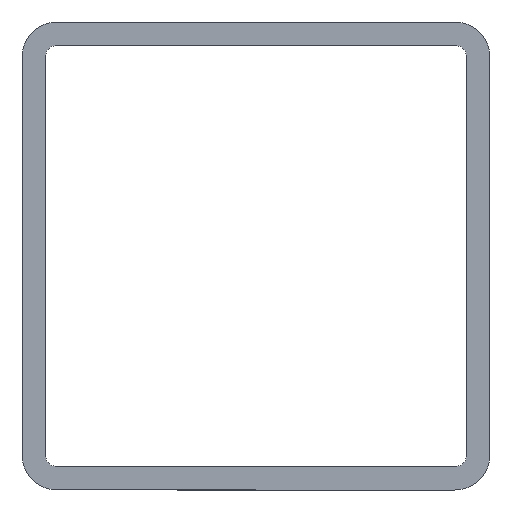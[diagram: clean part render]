
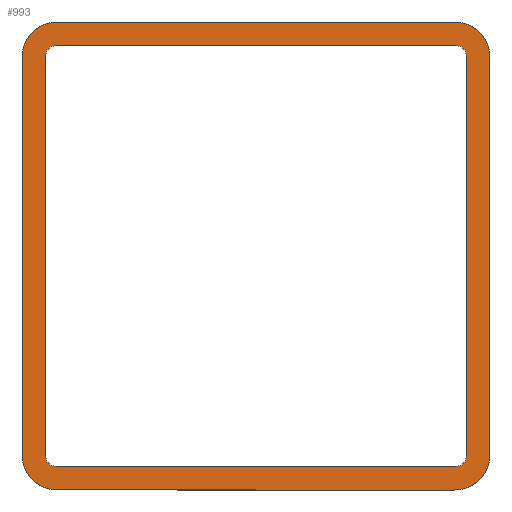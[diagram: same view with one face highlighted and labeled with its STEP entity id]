
A CAD part, front view. The second image highlights one B-rep face of the part: STEP entity #993.
In plain terms, the highlighted planar face has unit normal (0, -1, 0).
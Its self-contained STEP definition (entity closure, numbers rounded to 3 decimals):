
#1 = VERTEX_POINT ( 'NONE', #1059 ) ;
#9 = CARTESIAN_POINT ( 'NONE',  ( -18., 0., 17. ) ) ;
#15 = LINE ( 'NONE', #479, #1138 ) ;
#19 = DIRECTION ( 'NONE',  ( 1., 0., 0. ) ) ;
#20 = AXIS2_PLACEMENT_3D ( 'NONE', #532, #110, #641 ) ;
#27 = LINE ( 'NONE', #97, #42 ) ;
#30 = AXIS2_PLACEMENT_3D ( 'NONE', #819, #1325, #907 ) ;
#36 = ORIENTED_EDGE ( 'NONE', *, *, #1226, .T. ) ;
#41 = CARTESIAN_POINT ( 'NONE',  ( -17., 0., 17. ) ) ;
#42 = VECTOR ( 'NONE', #510, 1000. ) ;
#53 = AXIS2_PLACEMENT_3D ( 'NONE', #539, #867, #210 ) ;
#57 = CIRCLE ( 'NONE', #20, 1. ) ;
#63 = ORIENTED_EDGE ( 'NONE', *, *, #424, .T. ) ;
#68 = DIRECTION ( 'NONE',  ( 0., 1., 0. ) ) ;
#69 = CARTESIAN_POINT ( 'NONE',  ( 17., 0., -20. ) ) ;
#85 = EDGE_CURVE ( 'NONE', #785, #489, #723, .T. ) ;
#90 = FACE_OUTER_BOUND ( 'NONE', #1208, .T. ) ;
#97 = CARTESIAN_POINT ( 'NONE',  ( 17., 0., -18. ) ) ;
#101 = ORIENTED_EDGE ( 'NONE', *, *, #318, .T. ) ;
#108 = EDGE_CURVE ( 'NONE', #840, #603, #1187, .T. ) ;
#110 = DIRECTION ( 'NONE',  ( 0., 1., 0. ) ) ;
#120 = AXIS2_PLACEMENT_3D ( 'NONE', #476, #803, #1222 ) ;
#138 = CIRCLE ( 'NONE', #53, 1. ) ;
#141 = EDGE_CURVE ( 'NONE', #1272, #642, #844, .T. ) ;
#142 = VERTEX_POINT ( 'NONE', #1129 ) ;
#150 = EDGE_CURVE ( 'NONE', #299, #1, #522, .T. ) ;
#158 = VECTOR ( 'NONE', #597, 1000. ) ;
#182 = EDGE_CURVE ( 'NONE', #603, #1272, #15, .T. ) ;
#191 = AXIS2_PLACEMENT_3D ( 'NONE', #1332, #594, #286 ) ;
#210 = DIRECTION ( 'NONE',  ( 0., 0., 1. ) ) ;
#211 = LINE ( 'NONE', #328, #1277 ) ;
#226 = VERTEX_POINT ( 'NONE', #1143 ) ;
#227 = VECTOR ( 'NONE', #19, 1000. ) ;
#259 = CARTESIAN_POINT ( 'NONE',  ( -17., 0., -20. ) ) ;
#286 = DIRECTION ( 'NONE',  ( 0., 0., 1. ) ) ;
#296 = AXIS2_PLACEMENT_3D ( 'NONE', #443, #679, #882 ) ;
#299 = VERTEX_POINT ( 'NONE', #324 ) ;
#310 = ORIENTED_EDGE ( 'NONE', *, *, #728, .T. ) ;
#311 = ORIENTED_EDGE ( 'NONE', *, *, #628, .F. ) ;
#315 = CARTESIAN_POINT ( 'NONE',  ( -20., 0., 17. ) ) ;
#318 = EDGE_CURVE ( 'NONE', #1331, #785, #138, .T. ) ;
#324 = CARTESIAN_POINT ( 'NONE',  ( 20., 0., -17. ) ) ;
#328 = CARTESIAN_POINT ( 'NONE',  ( -17., 0., 20. ) ) ;
#349 = CARTESIAN_POINT ( 'NONE',  ( 20., 0., -17. ) ) ;
#358 = ORIENTED_EDGE ( 'NONE', *, *, #182, .F. ) ;
#360 = CARTESIAN_POINT ( 'NONE',  ( -17., 0., 18. ) ) ;
#380 = DIRECTION ( 'NONE',  ( 0., 1., 0. ) ) ;
#383 = CARTESIAN_POINT ( 'NONE',  ( 18., 0., -17. ) ) ;
#424 = EDGE_CURVE ( 'NONE', #1344, #142, #707, .T. ) ;
#435 = EDGE_CURVE ( 'NONE', #984, #616, #1341, .T. ) ;
#443 = CARTESIAN_POINT ( 'NONE',  ( 17., 0., -17. ) ) ;
#447 = VECTOR ( 'NONE', #1034, 1000. ) ;
#453 = DIRECTION ( 'NONE',  ( 0., 0., -1. ) ) ;
#459 = DIRECTION ( 'NONE',  ( 0., 1., 0. ) ) ;
#476 = CARTESIAN_POINT ( 'NONE',  ( -17., 0., -17. ) ) ;
#479 = CARTESIAN_POINT ( 'NONE',  ( -20., 0., 17. ) ) ;
#488 = EDGE_CURVE ( 'NONE', #616, #299, #622, .T. ) ;
#489 = VERTEX_POINT ( 'NONE', #383 ) ;
#502 = ORIENTED_EDGE ( 'NONE', *, *, #488, .F. ) ;
#510 = DIRECTION ( 'NONE',  ( -1., 0., 0. ) ) ;
#522 = CIRCLE ( 'NONE', #191, 3. ) ;
#532 = CARTESIAN_POINT ( 'NONE',  ( -17., 0., 17. ) ) ;
#536 = LINE ( 'NONE', #647, #962 ) ;
#539 = CARTESIAN_POINT ( 'NONE',  ( 17., 0., 17. ) ) ;
#557 = ORIENTED_EDGE ( 'NONE', *, *, #150, .F. ) ;
#562 = CARTESIAN_POINT ( 'NONE',  ( 18., 0., 17. ) ) ;
#571 = AXIS2_PLACEMENT_3D ( 'NONE', #1116, #68, #1317 ) ;
#578 = PLANE ( 'NONE',  #1130 ) ;
#594 = DIRECTION ( 'NONE',  ( 0., 1., 0. ) ) ;
#597 = DIRECTION ( 'NONE',  ( 0., 0., -1. ) ) ;
#603 = VERTEX_POINT ( 'NONE', #1247 ) ;
#613 = EDGE_CURVE ( 'NONE', #226, #1344, #27, .T. ) ;
#616 = VERTEX_POINT ( 'NONE', #730 ) ;
#622 = LINE ( 'NONE', #349, #1007 ) ;
#628 = EDGE_CURVE ( 'NONE', #642, #984, #211, .T. ) ;
#641 = DIRECTION ( 'NONE',  ( 0., 0., 1. ) ) ;
#642 = VERTEX_POINT ( 'NONE', #1078 ) ;
#647 = CARTESIAN_POINT ( 'NONE',  ( -18., 0., 17. ) ) ;
#676 = ORIENTED_EDGE ( 'NONE', *, *, #713, .T. ) ;
#679 = DIRECTION ( 'NONE',  ( 0., 1., 0. ) ) ;
#681 = CARTESIAN_POINT ( 'NONE',  ( 17., 0., 20. ) ) ;
#690 = FACE_BOUND ( 'NONE', #1077, .T. ) ;
#693 = CARTESIAN_POINT ( 'NONE',  ( 18., 0., -17. ) ) ;
#696 = VERTEX_POINT ( 'NONE', #9 ) ;
#707 = CIRCLE ( 'NONE', #120, 1. ) ;
#713 = EDGE_CURVE ( 'NONE', #142, #696, #536, .T. ) ;
#723 = LINE ( 'NONE', #693, #158 ) ;
#728 = EDGE_CURVE ( 'NONE', #489, #226, #829, .T. ) ;
#730 = CARTESIAN_POINT ( 'NONE',  ( 20., 0., 17. ) ) ;
#785 = VERTEX_POINT ( 'NONE', #562 ) ;
#803 = DIRECTION ( 'NONE',  ( 0., 1., 0. ) ) ;
#815 = DIRECTION ( 'NONE',  ( 0., 0., 1. ) ) ;
#819 = CARTESIAN_POINT ( 'NONE',  ( -17., 0., -17. ) ) ;
#822 = CARTESIAN_POINT ( 'NONE',  ( 17., 0., 17. ) ) ;
#829 = CIRCLE ( 'NONE', #296, 1. ) ;
#840 = VERTEX_POINT ( 'NONE', #259 ) ;
#844 = CIRCLE ( 'NONE', #571, 3. ) ;
#846 = VERTEX_POINT ( 'NONE', #360 ) ;
#867 = DIRECTION ( 'NONE',  ( 0., 1., 0. ) ) ;
#870 = DIRECTION ( 'NONE',  ( 1., 0., 0. ) ) ;
#882 = DIRECTION ( 'NONE',  ( 0., 0., 1. ) ) ;
#907 = DIRECTION ( 'NONE',  ( 0., 0., 1. ) ) ;
#955 = AXIS2_PLACEMENT_3D ( 'NONE', #822, #380, #1323 ) ;
#961 = CARTESIAN_POINT ( 'NONE',  ( -17., 0., 18. ) ) ;
#962 = VECTOR ( 'NONE', #1168, 1000. ) ;
#984 = VERTEX_POINT ( 'NONE', #681 ) ;
#993 = ADVANCED_FACE ( 'NONE', ( #690, #90 ), #578, .F. ) ;
#1007 = VECTOR ( 'NONE', #453, 1000. ) ;
#1011 = ORIENTED_EDGE ( 'NONE', *, *, #1266, .T. ) ;
#1034 = DIRECTION ( 'NONE',  ( -1., 0., 0. ) ) ;
#1048 = ORIENTED_EDGE ( 'NONE', *, *, #141, .F. ) ;
#1059 = CARTESIAN_POINT ( 'NONE',  ( 17., 0., -20. ) ) ;
#1071 = ORIENTED_EDGE ( 'NONE', *, *, #1191, .F. ) ;
#1077 = EDGE_LOOP ( 'NONE', ( #101, #1330, #310, #1262, #63, #676, #1011, #36 ) ) ;
#1078 = CARTESIAN_POINT ( 'NONE',  ( -17., 0., 20. ) ) ;
#1116 = CARTESIAN_POINT ( 'NONE',  ( -17., 0., 17. ) ) ;
#1121 = LINE ( 'NONE', #961, #227 ) ;
#1129 = CARTESIAN_POINT ( 'NONE',  ( -18., 0., -17. ) ) ;
#1130 = AXIS2_PLACEMENT_3D ( 'NONE', #41, #459, #1312 ) ;
#1131 = CARTESIAN_POINT ( 'NONE',  ( -17., 0., -18. ) ) ;
#1138 = VECTOR ( 'NONE', #815, 1000. ) ;
#1139 = ORIENTED_EDGE ( 'NONE', *, *, #435, .F. ) ;
#1143 = CARTESIAN_POINT ( 'NONE',  ( 17., 0., -18. ) ) ;
#1168 = DIRECTION ( 'NONE',  ( 0., 0., 1. ) ) ;
#1187 = CIRCLE ( 'NONE', #30, 3. ) ;
#1191 = EDGE_CURVE ( 'NONE', #1, #840, #1324, .T. ) ;
#1208 = EDGE_LOOP ( 'NONE', ( #1048, #358, #1293, #1071, #557, #502, #1139, #311 ) ) ;
#1222 = DIRECTION ( 'NONE',  ( 0., 0., 1. ) ) ;
#1226 = EDGE_CURVE ( 'NONE', #846, #1331, #1121, .T. ) ;
#1247 = CARTESIAN_POINT ( 'NONE',  ( -20., 0., -17. ) ) ;
#1262 = ORIENTED_EDGE ( 'NONE', *, *, #613, .T. ) ;
#1266 = EDGE_CURVE ( 'NONE', #696, #846, #57, .T. ) ;
#1272 = VERTEX_POINT ( 'NONE', #315 ) ;
#1277 = VECTOR ( 'NONE', #870, 1000. ) ;
#1293 = ORIENTED_EDGE ( 'NONE', *, *, #108, .F. ) ;
#1308 = CARTESIAN_POINT ( 'NONE',  ( 17., 0., 18. ) ) ;
#1312 = DIRECTION ( 'NONE',  ( 0., 0., 1. ) ) ;
#1317 = DIRECTION ( 'NONE',  ( 0., 0., 1. ) ) ;
#1323 = DIRECTION ( 'NONE',  ( 0., 0., 1. ) ) ;
#1324 = LINE ( 'NONE', #69, #447 ) ;
#1325 = DIRECTION ( 'NONE',  ( 0., 1., 0. ) ) ;
#1330 = ORIENTED_EDGE ( 'NONE', *, *, #85, .T. ) ;
#1331 = VERTEX_POINT ( 'NONE', #1308 ) ;
#1332 = CARTESIAN_POINT ( 'NONE',  ( 17., 0., -17. ) ) ;
#1341 = CIRCLE ( 'NONE', #955, 3. ) ;
#1344 = VERTEX_POINT ( 'NONE', #1131 ) ;
